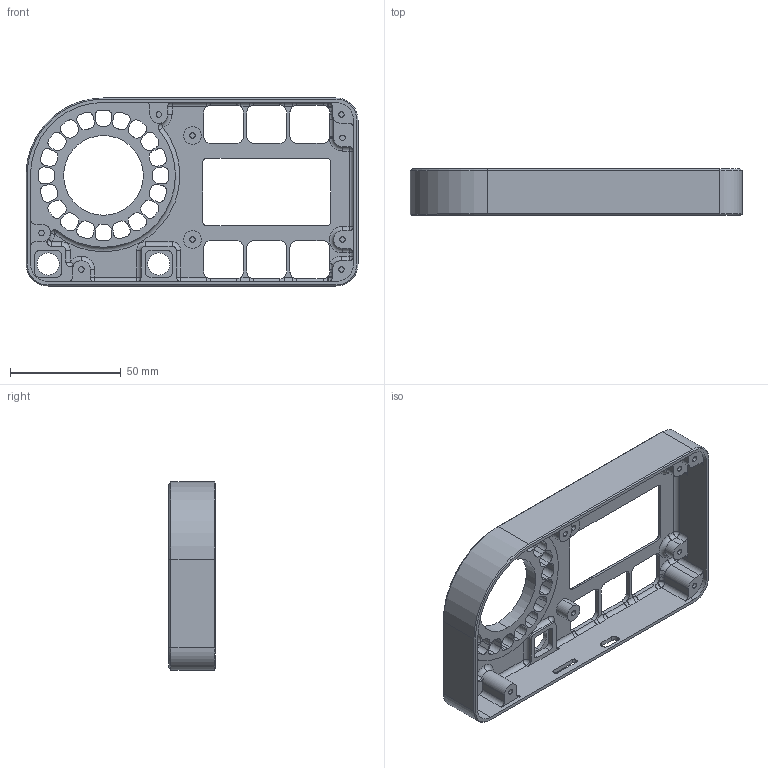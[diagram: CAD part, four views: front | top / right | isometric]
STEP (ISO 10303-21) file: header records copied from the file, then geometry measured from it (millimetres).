
FILE_DESCRIPTION (( 'STEP AP214' ), '1' );
FILE_NAME ('Macro Pad Machined.STEP', '2026-01-09T07:49:08', ( '' ), ( '' ), 'SwSTEP 2.0', 'SolidWorks 2022', '' );
FILE_SCHEMA (( 'AUTOMOTIVE_DESIGN' ));
Length unit declared in the file: millimetre
Products named in the file (1): Macro Pad Machined
Bounding box: 150 x 21 x 85 mm (x, y, z)
Volume: 43939.8 mm3; surface area: 37072 mm2
Topology: 1 solids, 1 shells, 498 faces, 1360 edges, 860 vertices
Faces by surface type: cylinder 289, plane 152, bspline 18, sphere 16, cone 12, torus 11
Entity records: 16267 total; most frequent: CARTESIAN_POINT 3139, DIRECTION 2924, ORIENTED_EDGE 2690, EDGE_CURVE 1345, AXIS2_PLACEMENT_3D 1116, VERTEX_POINT 858, LINE 692, VECTOR 692
